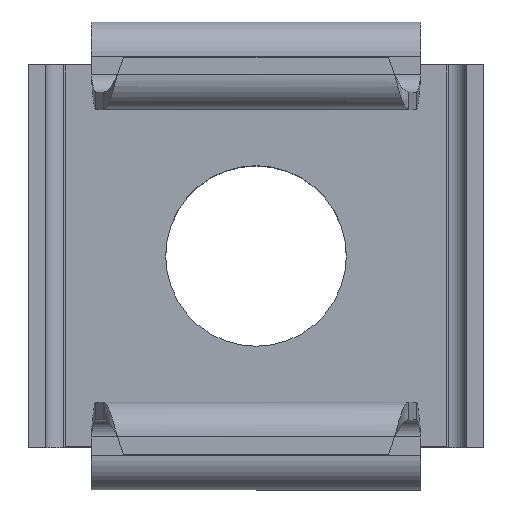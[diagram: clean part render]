
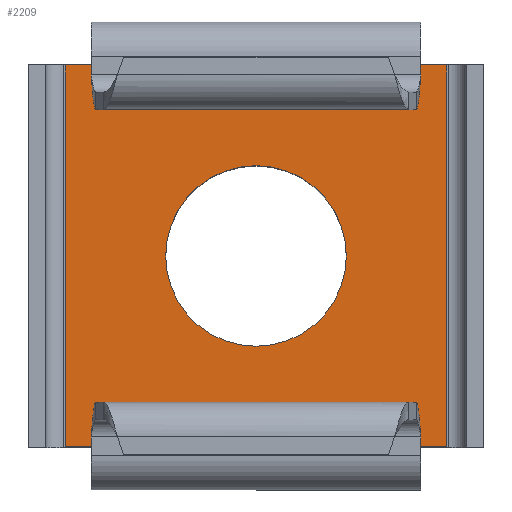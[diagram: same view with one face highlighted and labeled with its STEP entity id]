
A CAD part, top view. The second image highlights one B-rep face of the part: STEP entity #2209.
In plain terms, the highlighted planar face has unit normal (0, 0, 1).
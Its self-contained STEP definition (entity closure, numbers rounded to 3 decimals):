
#141 = LINE ( 'NONE', #2549, #1461 ) ;
#263 = AXIS2_PLACEMENT_3D ( 'NONE', #2923, #990, #506 ) ;
#282 = CARTESIAN_POINT ( 'NONE',  ( 2.6, 0., 5.3 ) ) ;
#480 = LINE ( 'NONE', #2227, #583 ) ;
#506 = DIRECTION ( 'NONE',  ( 1., 0., 0. ) ) ;
#548 = EDGE_LOOP ( 'NONE', ( #2129, #1232, #3081, #1148 ) ) ;
#583 = VECTOR ( 'NONE', #812, 1000. ) ;
#644 = EDGE_CURVE ( 'NONE', #2774, #2089, #141, .T. ) ;
#674 = VERTEX_POINT ( 'NONE', #2520 ) ;
#784 = EDGE_CURVE ( 'NONE', #2089, #1271, #1228, .T. ) ;
#803 = CARTESIAN_POINT ( 'NONE',  ( 5.5, -5.5, 5.3 ) ) ;
#812 = DIRECTION ( 'NONE',  ( 0., -1., 0. ) ) ;
#980 = PLANE ( 'NONE',  #263 ) ;
#990 = DIRECTION ( 'NONE',  ( 0., 0., 1. ) ) ;
#1078 = DIRECTION ( 'NONE',  ( -1., 0., 0. ) ) ;
#1112 = AXIS2_PLACEMENT_3D ( 'NONE', #2572, #1135, #3068 ) ;
#1135 = DIRECTION ( 'NONE',  ( 0., 0., 1. ) ) ;
#1148 = ORIENTED_EDGE ( 'NONE', *, *, #784, .T. ) ;
#1228 = LINE ( 'NONE', #2268, #2535 ) ;
#1232 = ORIENTED_EDGE ( 'NONE', *, *, #2731, .T. ) ;
#1271 = VERTEX_POINT ( 'NONE', #3062 ) ;
#1423 = CARTESIAN_POINT ( 'NONE',  ( -2.6, 0., 5.3 ) ) ;
#1427 = CARTESIAN_POINT ( 'NONE',  ( -5.5, -5.5, 5.3 ) ) ;
#1458 = CIRCLE ( 'NONE', #2119, 2.6 ) ;
#1461 = VECTOR ( 'NONE', #2537, 1000. ) ;
#1510 = EDGE_CURVE ( '������3', #1271, #674, #480, .T. ) ;
#1659 = EDGE_CURVE ( 'NONE', #2086, #2669, #2327, .T. ) ;
#1694 = EDGE_LOOP ( 'NONE', ( #1696, #2982 ) ) ;
#1696 = ORIENTED_EDGE ( 'NONE', *, *, #2906, .F. ) ;
#1901 = DIRECTION ( 'NONE',  ( 1., 0., 0. ) ) ;
#1925 = DIRECTION ( 'NONE',  ( 1., 0., 0. ) ) ;
#2086 = VERTEX_POINT ( 'NONE', #1423 ) ;
#2089 = VERTEX_POINT ( 'NONE', #2587 ) ;
#2119 = AXIS2_PLACEMENT_3D ( 'NONE', #2641, #2181, #1925 ) ;
#2129 = ORIENTED_EDGE ( 'NONE', *, *, #1510, .T. ) ;
#2181 = DIRECTION ( 'NONE',  ( 0., 0., 1. ) ) ;
#2209 = ADVANCED_FACE ( 'NONE', ( #2423, #2527 ), #980, .T. ) ;
#2227 = CARTESIAN_POINT ( 'NONE',  ( -5.5, 5.5, 5.3 ) ) ;
#2268 = CARTESIAN_POINT ( 'NONE',  ( -5.5, 5.5, 5.3 ) ) ;
#2327 = CIRCLE ( 'NONE', #1112, 2.6 ) ;
#2423 = FACE_BOUND ( 'NONE', #1694, .T. ) ;
#2520 = CARTESIAN_POINT ( 'NONE',  ( -5.5, -5.5, 5.3 ) ) ;
#2527 = FACE_OUTER_BOUND ( 'NONE', #548, .T. ) ;
#2535 = VECTOR ( 'NONE', #1078, 1000. ) ;
#2537 = DIRECTION ( 'NONE',  ( 0., 1., 0. ) ) ;
#2549 = CARTESIAN_POINT ( 'NONE',  ( 5.5, 5.5, 5.3 ) ) ;
#2572 = CARTESIAN_POINT ( 'NONE',  ( 0., 0., 5.3 ) ) ;
#2587 = CARTESIAN_POINT ( 'NONE',  ( 5.5, 5.5, 5.3 ) ) ;
#2641 = CARTESIAN_POINT ( 'NONE',  ( 0., 0., 5.3 ) ) ;
#2654 = LINE ( 'NONE', #1427, #2918 ) ;
#2669 = VERTEX_POINT ( 'NONE', #282 ) ;
#2731 = EDGE_CURVE ( '������1', #674, #2774, #2654, .T. ) ;
#2774 = VERTEX_POINT ( 'NONE', #803 ) ;
#2906 = EDGE_CURVE ( 'NONE', #2669, #2086, #1458, .T. ) ;
#2918 = VECTOR ( 'NONE', #1901, 1000. ) ;
#2923 = CARTESIAN_POINT ( 'NONE',  ( -5.5, -5.5, 5.3 ) ) ;
#2982 = ORIENTED_EDGE ( 'NONE', *, *, #1659, .F. ) ;
#3062 = CARTESIAN_POINT ( 'NONE',  ( -5.5, 5.5, 5.3 ) ) ;
#3068 = DIRECTION ( 'NONE',  ( 1., 0., 0. ) ) ;
#3081 = ORIENTED_EDGE ( 'NONE', *, *, #644, .T. ) ;
